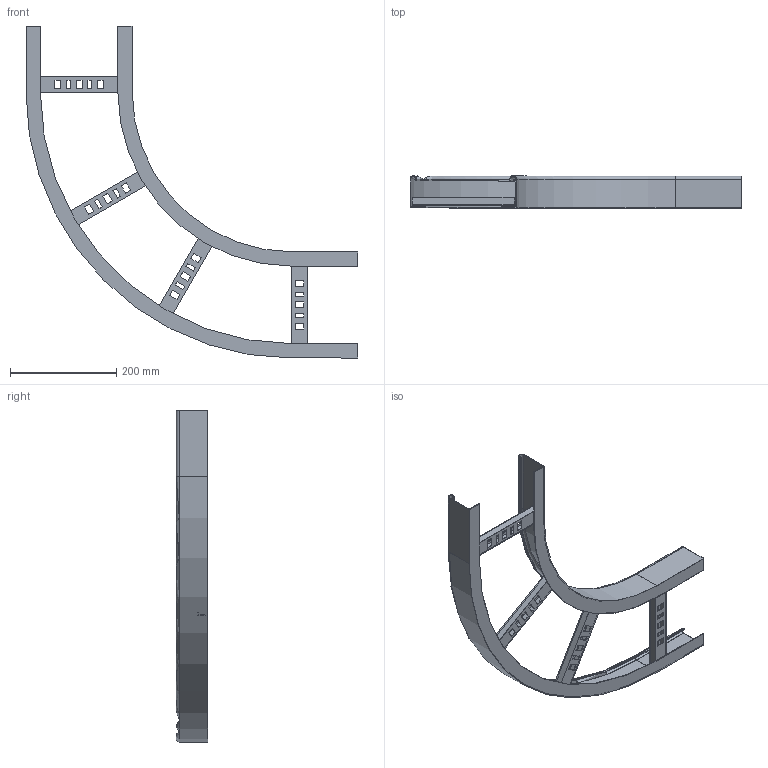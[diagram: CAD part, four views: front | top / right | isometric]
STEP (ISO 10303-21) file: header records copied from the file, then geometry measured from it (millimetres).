
FILE_DESCRIPTION (( 'STEP AP214' ), '1' );
FILE_NAME ('6225042.STP', '2017-03-22T08:20:43', ( '' ), ( '' ), 'SwSTEP 2.0', 'SolidWorks 2016', '' );
FILE_SCHEMA (( 'AUTOMOTIVE_DESIGN' ));
Length unit declared in the file: millimetre
Products named in the file (4): 079986_L=0192; 085721_Auáenholm 60xR500; 085501_Innenholm 60xR300; 6225042
Assembly tree (6 placements, depth 2):
  6225042
    085501_Innenholm 60xR300
    085721_Auáenholm 60xR500
    079986_L=0192  x4
Bounding box: 625 x 60 x 625 mm (x, y, z)
Volume: 333374.1 mm3; surface area: 455024.7 mm2
Topology: 6 solids, 6 shells, 272 faces, 740 edges, 480 vertices
Faces by surface type: plane 250, cylinder 18, torus 4
Entity records: 3766 total; most frequent: CARTESIAN_POINT 631, ORIENTED_EDGE 616, DIRECTION 606, EDGE_CURVE 308, VECTOR 272, LINE 272, VERTEX_POINT 192, AXIS2_PLACEMENT_3D 167
